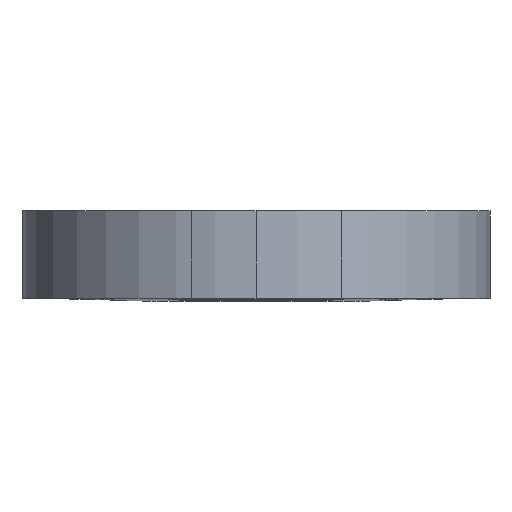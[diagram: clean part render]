
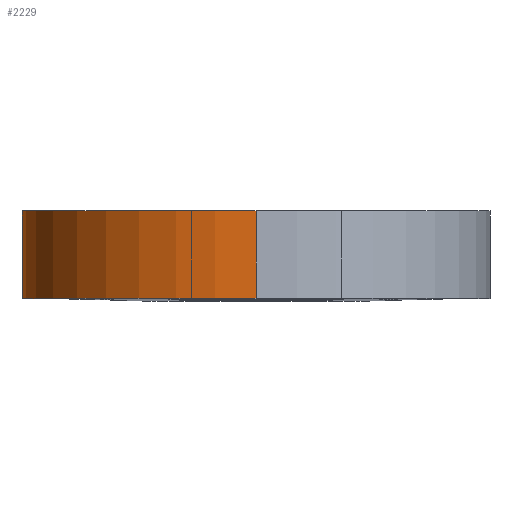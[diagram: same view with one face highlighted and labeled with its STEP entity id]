
A CAD part, top view. The second image highlights one B-rep face of the part: STEP entity #2229.
In plain terms, the highlighted cylindrical face has radius 40 mm (diameter 80 mm), a partial arc.
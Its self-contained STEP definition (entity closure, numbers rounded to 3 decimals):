
#8 = VERTEX_POINT ( 'NONE', #1711 ) ;
#34 = CARTESIAN_POINT ( 'NONE',  ( 0., 0., 40. ) ) ;
#61 = CYLINDRICAL_SURFACE ( 'NONE', #1631, 40. ) ;
#135 = DIRECTION ( 'NONE',  ( 0., 0., 1. ) ) ;
#254 = AXIS2_PLACEMENT_3D ( 'NONE', #1828, #1025, #135 ) ;
#259 = VERTEX_POINT ( 'NONE', #1139 ) ;
#374 = CIRCLE ( 'NONE', #254, 40. ) ;
#398 = LINE ( 'NONE', #1080, #1018 ) ;
#595 = ORIENTED_EDGE ( 'NONE', *, *, #760, .F. ) ;
#747 = CARTESIAN_POINT ( 'NONE',  ( 0., -300.157, 0. ) ) ;
#760 = EDGE_CURVE ( 'NONE', #8, #259, #374, .T. ) ;
#872 = EDGE_CURVE ( 'NONE', #1331, #259, #398, .T. ) ;
#1007 = CARTESIAN_POINT ( 'NONE',  ( 0., 0., 0. ) ) ;
#1018 = VECTOR ( 'NONE', #1761, 1000. ) ;
#1025 = DIRECTION ( 'NONE',  ( 0., 1., 0. ) ) ;
#1080 = CARTESIAN_POINT ( 'NONE',  ( 0., -300.157, 40. ) ) ;
#1093 = AXIS2_PLACEMENT_3D ( 'NONE', #1007, #1204, #1723 ) ;
#1139 = CARTESIAN_POINT ( 'NONE',  ( 0., 15., 40. ) ) ;
#1204 = DIRECTION ( 'NONE',  ( 0., -1., 0. ) ) ;
#1259 = LINE ( 'NONE', #1288, #1891 ) ;
#1288 = CARTESIAN_POINT ( 'NONE',  ( -40., -300.157, 0. ) ) ;
#1331 = VERTEX_POINT ( 'NONE', #34 ) ;
#1454 = ORIENTED_EDGE ( 'NONE', *, *, #1775, .F. ) ;
#1508 = ORIENTED_EDGE ( 'NONE', *, *, #2045, .F. ) ;
#1537 = EDGE_LOOP ( 'NONE', ( #1454, #1552, #595, #1508 ) ) ;
#1552 = ORIENTED_EDGE ( 'NONE', *, *, #872, .T. ) ;
#1580 = DIRECTION ( 'NONE',  ( 0., 0., 1. ) ) ;
#1631 = AXIS2_PLACEMENT_3D ( 'NONE', #747, #2084, #1580 ) ;
#1703 = CIRCLE ( 'NONE', #1093, 40. ) ;
#1711 = CARTESIAN_POINT ( 'NONE',  ( -40., 15., 0. ) ) ;
#1723 = DIRECTION ( 'NONE',  ( 0., 0., 1. ) ) ;
#1761 = DIRECTION ( 'NONE',  ( 0., 1., 0. ) ) ;
#1775 = EDGE_CURVE ( 'NONE', #1331, #2086, #1703, .T. ) ;
#1828 = CARTESIAN_POINT ( 'NONE',  ( 0., 15., 0. ) ) ;
#1891 = VECTOR ( 'NONE', #1974, 1000. ) ;
#1974 = DIRECTION ( 'NONE',  ( 0., 1., 0. ) ) ;
#2045 = EDGE_CURVE ( 'NONE', #2086, #8, #1259, .T. ) ;
#2084 = DIRECTION ( 'NONE',  ( 0., 1., 0. ) ) ;
#2086 = VERTEX_POINT ( 'NONE', #2187 ) ;
#2187 = CARTESIAN_POINT ( 'NONE',  ( -40., 0., 0. ) ) ;
#2213 = FACE_OUTER_BOUND ( 'NONE', #1537, .T. ) ;
#2229 = ADVANCED_FACE ( 'NONE', ( #2213 ), #61, .T. ) ;
